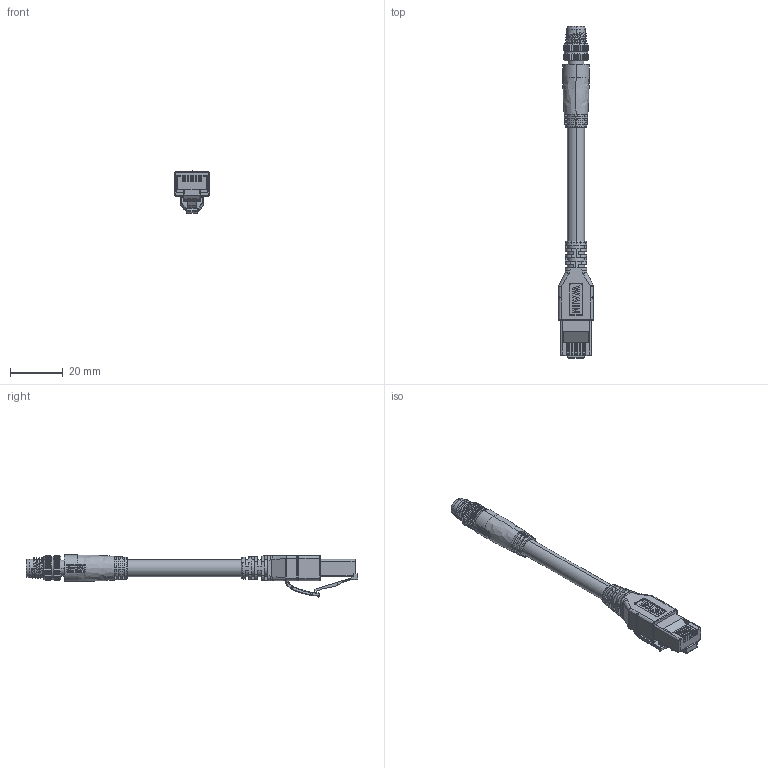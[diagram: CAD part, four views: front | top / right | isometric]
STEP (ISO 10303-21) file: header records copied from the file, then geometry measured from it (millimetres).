
FILE_DESCRIPTION((''),'2;1');
FILE_NAME('2D_1620044014087_M8-M04-T_RJ45-','2024-03-19T',('12524'),(''),'PRO/ENGINEER BY PARAMETRIC TECHNOLOGY CORPORATION, 2012480','PRO/ENGINEER BY PARAMETRIC TECHNOLOGY CORPORATION, 2012480','');
FILE_SCHEMA(('CONFIG_CONTROL_DESIGN'));
Length unit declared in the file: millimetre
Products named in the file (1): 2D_1620044014087_M8-M04-T_RJ45-
Bounding box: 13.2 x 126.03 x 15.95 mm (x, y, z)
Volume: 7559.9 mm3; surface area: 5104 mm2
Topology: 1 solids, 1 shells, 874 faces, 2385 edges, 1533 vertices
Faces by surface type: plane 474, cylinder 203, bspline 142, torus 34, sphere 10, cone 8, extrusion 3
Entity records: 36626 total; most frequent: CARTESIAN_POINT 16540, ORIENTED_EDGE 4744, DIRECTION 3347, EDGE_CURVE 2372, VERTEX_POINT 1533, AXIS2_PLACEMENT_3D 1147, VECTOR 1053, LINE 1050
